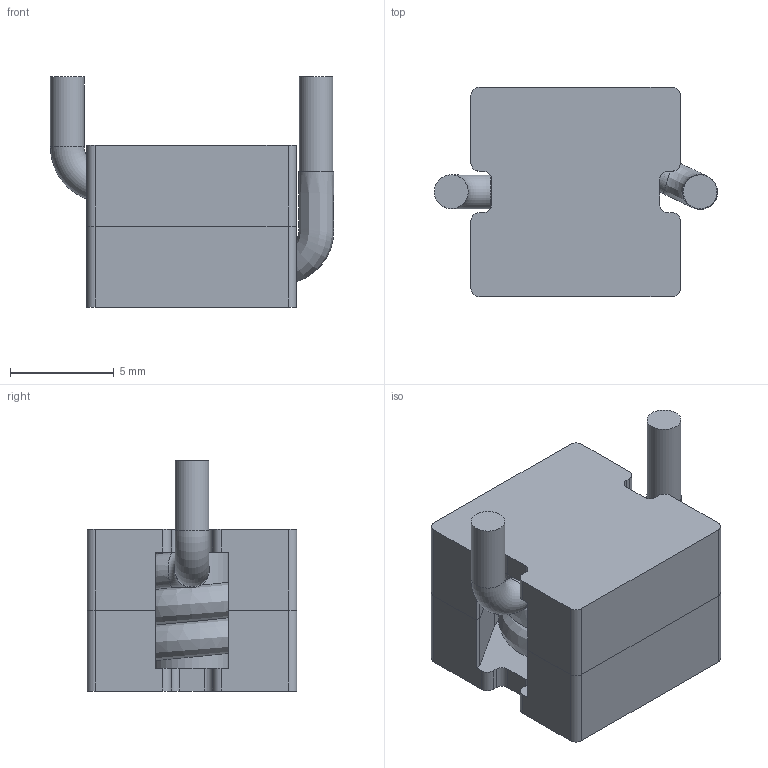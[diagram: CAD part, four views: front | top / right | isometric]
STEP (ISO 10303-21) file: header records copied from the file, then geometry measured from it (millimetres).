
FILE_DESCRIPTION(/* description */ ('Unknown'),/* implementation_level */ '2;1');
FILE_NAME(/* name */ '78432018003',/* time_stamp */ '2019-01-10T14:46:39+01:00',/* author */ ('Unknown'),/* organization */ ('Unknown'),/* preprocessor_version */ 'ST-DEVELOPER v16.7',/* originating_system */ 'DEX',/* authorisation */ $);
FILE_SCHEMA (('AUTOMOTIVE_DESIGN {1 0 10303 214 3 1 1}'));
Length unit declared in the file: millimetre
Products named in the file (4): 1008; HC-Core_Bottom; Wicklung_2; HC-Core_Top
Assembly tree (3 placements, depth 2):
  1008
    HC-Core_Bottom
    Wicklung_2
    HC-Core_Top
Bounding box: 13.66 x 10.1 x 11.1 mm (x, y, z)
Volume: 642.1 mm3; surface area: 1201.6 mm2
Topology: 3 solids, 3 shells, 168 faces, 443 edges, 295 vertices
Faces by surface type: plane 111, cylinder 34, bspline 20, torus 3
Full cylindrical faces by diameter (mm): 1 x1, 1.63 x3, 3.95 x2
Entity records: 8509 total; most frequent: CARTESIAN_POINT 3688, ORIENTED_EDGE 850, DIRECTION 667, EDGE_CURVE 425, VERTEX_POINT 290, AXIS2_PLACEMENT_3D 223, LINE 221, VECTOR 221
